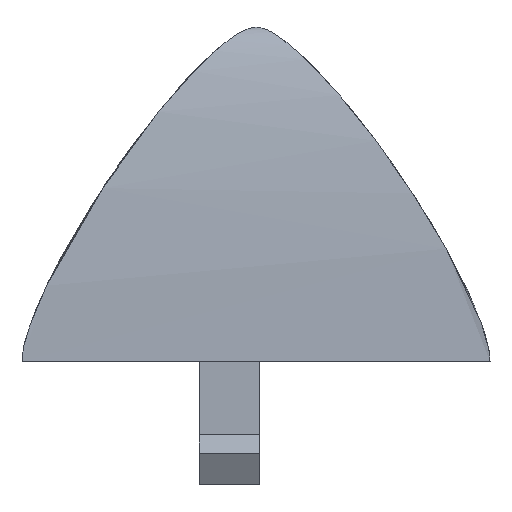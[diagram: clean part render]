
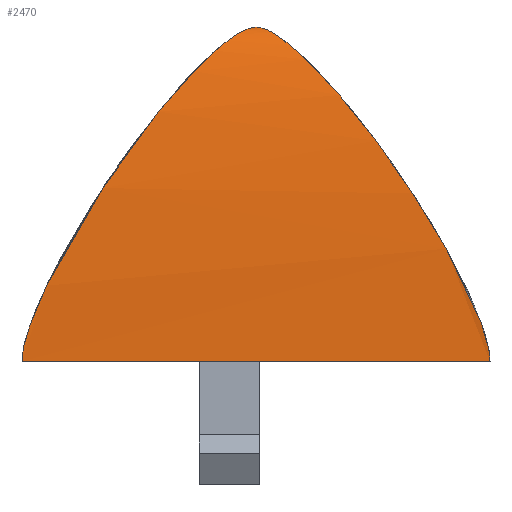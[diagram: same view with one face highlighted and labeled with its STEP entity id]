
A CAD part, front view. The second image highlights one B-rep face of the part: STEP entity #2470.
In plain terms, the highlighted face is a extrusion surface.
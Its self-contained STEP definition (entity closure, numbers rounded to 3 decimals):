
#190=CARTESIAN_POINT('',(-11.,0.,
10.));
#200=VERTEX_POINT('',#190);
#230=CARTESIAN_POINT('',(-11.,0.,10.)
);
#240=CARTESIAN_POINT('',(-11.393,0.411,10.));
#250=CARTESIAN_POINT('',(-11.778,1.123,9.518));
#260=CARTESIAN_POINT('',(-12.123,2.057,8.581));
#270=CARTESIAN_POINT('',(-12.496,3.422,6.926));
#280=CARTESIAN_POINT('',(-12.744,4.746,4.948));
#290=CARTESIAN_POINT('',(-12.8,5.08,4.421));
#300=CARTESIAN_POINT('',(-12.893,5.723,3.345));
#310=CARTESIAN_POINT('',(-12.952,6.274,2.272));
#320=CARTESIAN_POINT('',(-12.973,6.517,1.749));
#330=CARTESIAN_POINT('',(-12.992,6.799,1.042));
#340=CARTESIAN_POINT('',(-12.998,6.951,0.45));
#350=CARTESIAN_POINT('',(-13.,6.983,0.281));
#360=CARTESIAN_POINT('',(-13.,7.,0.131));
#370=CARTESIAN_POINT('',(-13.,7.,0.))
;
#380=B_SPLINE_CURVE_WITH_KNOTS('',5,(#230,#240,#250,#260,#270,#280,#290,
#300,#310,#320,#330,#340,#350,#360,#370),.UNSPECIFIED.,.F.,.F.,(6,3,3,3,
6),(0.,13.543,18.217,22.89,24.932),
.UNSPECIFIED.);
#390=CARTESIAN_POINT('',(-13.,7.,0.));
#400=VERTEX_POINT('',#390);
#410=EDGE_CURVE('',#200,#400,#380,.T.);
#1180=CARTESIAN_POINT('',(-13.,0.,
0.));
#1190=DIRECTION('',(0.,1.,0.));
#1200=VECTOR('',#1190,1.);
#1210=LINE('',#1180,#1200);
#1220=CARTESIAN_POINT('',(-13.,-7.,
0.));
#1230=VERTEX_POINT('',#1220);
#1240=EDGE_CURVE('',#1230,#400,#1210,.T.);
#1510=CARTESIAN_POINT('',(-13.,-6.5,
-0.05));
#1520=CARTESIAN_POINT('',(-13.,-6.5,
-0.038));
#1530=CARTESIAN_POINT('',(-13.,-6.5,
-0.025));
#1540=CARTESIAN_POINT('',(-13.,-6.5,
-0.013));
#1550=CARTESIAN_POINT('',(-13.,-6.5,3.536)
);
#1560=CARTESIAN_POINT('',(-12.646,-6.5,
8.232));
#1570=CARTESIAN_POINT('',(-11.707,-6.5,
10.));
#1580=CARTESIAN_POINT('',(-10.995,-6.5,
10.));
#1590=CARTESIAN_POINT('',(-10.99,-6.5,
10.));
#1600=CARTESIAN_POINT('',(-10.985,-6.5,
10.));
#1610=CARTESIAN_POINT('',(-10.979,-6.5,
9.999));
#1620=(BOUNDED_CURVE() B_SPLINE_CURVE(4,(#1510,#1520,#1530,#1540,#1550,
#1560,#1570,#1580,#1590,#1600,#1610),.UNSPECIFIED.,.F.,.F.) 
B_SPLINE_CURVE_WITH_KNOTS((5,3,3,5),(1.565,1.571,
3.142,3.153),.UNSPECIFIED.) CURVE() 
GEOMETRIC_REPRESENTATION_ITEM() RATIONAL_B_SPLINE_CURVE((
1.,1.,1.,1.,1.,
0.943,1.,1.,1.,1.,
1.)) REPRESENTATION_ITEM(''));
#1630=DIRECTION('',(0.,1.,0.));
#1640=VECTOR('',#1630,1.);
#1650=SURFACE_OF_LINEAR_EXTRUSION('',#1620,#1640);
#1660=CARTESIAN_POINT('',(10.5,-6.475,
-0.672));
#1670=CARTESIAN_POINT('',(10.5,-7.218,
-0.17));
#1680=CARTESIAN_POINT('',(10.5,-7.09,
1.081));
#1690=CARTESIAN_POINT('',(10.5,-5.627,
3.642));
#1700=CARTESIAN_POINT('',(10.5,-3.144,
7.31));
#1710=CARTESIAN_POINT('',(10.5,-1.31,
9.62));
#1720=CARTESIAN_POINT('',(10.5,-0.196,
10.203));
#1730=CARTESIAN_POINT('',(10.5,0.546,
9.7));
#1740=CARTESIAN_POINT('',(10.5,0.419,
8.45));
#1750=CARTESIAN_POINT('',(10.5,-1.045,
5.888));
#1760=CARTESIAN_POINT('',(10.5,-3.527,
2.221));
#1770=CARTESIAN_POINT('',(10.5,-5.362,
-0.089));
#1780=CARTESIAN_POINT('',(10.5,-6.475,
-0.672));
#1790=CARTESIAN_POINT('',(10.5,-7.218,
-0.17));
#1800=(BOUNDED_CURVE() B_SPLINE_CURVE(4,(#1660,#1670,#1680,#1690,#1700,
#1710,#1720,#1730,#1740,#1750,#1760,#1770,#1780,#1790),.UNSPECIFIED.,.T.
,.F.) B_SPLINE_CURVE_WITH_KNOTS((2,3,3,3,3,3,2),(-1.571,0.,
1.571,3.142,4.712,6.283,
7.854),.UNSPECIFIED.) CURVE() GEOMETRIC_REPRESENTATION_ITEM()
 RATIONAL_B_SPLINE_CURVE((1.,1.,0.943,1.,1.,
0.943,1.,1.,0.943,1.,1.,0.943,1.,1.)
) REPRESENTATION_ITEM(''));
#1810=DIRECTION('',(-1.,0.,0.));
#1820=VECTOR('',#1810,1.);
#1830=SURFACE_OF_LINEAR_EXTRUSION('',#1800,#1820);
#1840=CARTESIAN_POINT('',(-10.293,-6.5,
-10.));
#1850=CARTESIAN_POINT('',(-11.707,-6.5,
-10.));
#1860=CARTESIAN_POINT('',(-12.646,-6.5,
-8.232));
#1870=CARTESIAN_POINT('',(-13.,-6.5,
-3.536));
#1880=CARTESIAN_POINT('',(-13.,-6.5,3.536)
);
#1890=CARTESIAN_POINT('',(-12.646,-6.5,
8.232));
#1900=CARTESIAN_POINT('',(-11.707,-6.5,
10.));
#1910=CARTESIAN_POINT('',(-10.293,-6.5,
10.));
#1920=CARTESIAN_POINT('',(-9.353,-6.5,
8.232));
#1930=CARTESIAN_POINT('',(-9.,-6.5,3.536))
;
#1940=CARTESIAN_POINT('',(-9.,-6.5,-3.536
));
#1950=CARTESIAN_POINT('',(-9.353,-6.5,
-8.232));
#1960=CARTESIAN_POINT('',(-10.293,-6.5,
-10.));
#1970=CARTESIAN_POINT('',(-11.707,-6.5,
-10.));
#1980=(BOUNDED_CURVE() B_SPLINE_CURVE(4,(#1840,#1850,#1860,#1870,#1880,
#1890,#1900,#1910,#1920,#1930,#1940,#1950,#1960,#1970),.UNSPECIFIED.,.T.
,.F.) B_SPLINE_CURVE_WITH_KNOTS((2,3,3,3,3,3,2),(-1.571,0.,
1.571,3.142,4.712,6.283,
7.854),.UNSPECIFIED.) CURVE() GEOMETRIC_REPRESENTATION_ITEM()
 RATIONAL_B_SPLINE_CURVE((1.,1.,0.943,1.,1.,
0.943,1.,1.,0.943,1.,1.,0.943,1.,1.)
) REPRESENTATION_ITEM(''));
#1990=DIRECTION('',(0.,1.,0.));
#2000=VECTOR('',#1990,1.);
#2010=SURFACE_OF_LINEAR_EXTRUSION('',#1980,#2000);
#2020=CARTESIAN_POINT('',(-11.,0.,
10.));
#2030=CARTESIAN_POINT('',(-11.14,-0.147,
10.));
#2040=CARTESIAN_POINT('',(-11.258,-0.316,
9.928));
#2050=CARTESIAN_POINT('',(-11.354,-0.47,
9.842));
#2060=CARTESIAN_POINT('',(-11.451,-0.627,
9.755));
#2070=CARTESIAN_POINT('',(-11.534,-0.781,
9.645));
#2080=CARTESIAN_POINT('',(-11.607,-0.931,
9.528));
#2090=CARTESIAN_POINT('',(-11.727,-1.172,
9.338));
#2100=CARTESIAN_POINT('',(-11.825,-1.406,
9.123));
#2110=CARTESIAN_POINT('',(-11.912,-1.631,
8.9));
#2120=CARTESIAN_POINT('',(-11.999,-1.857,
8.677));
#2130=CARTESIAN_POINT('',(-12.075,-2.077,
8.442));
#2140=CARTESIAN_POINT('',(-12.144,-2.291,
8.201));
#2150=CARTESIAN_POINT('',(-12.256,-2.637,
7.811));
#2160=CARTESIAN_POINT('',(-12.349,-2.971,
7.404));
#2170=CARTESIAN_POINT('',(-12.431,-3.294,
6.986));
#2180=CARTESIAN_POINT('',(-12.512,-3.616,
6.569));
#2190=CARTESIAN_POINT('',(-12.582,-3.928,
6.141));
#2200=CARTESIAN_POINT('',(-12.643,-4.23,
5.704));
#2210=CARTESIAN_POINT('',(-12.703,-4.531,
5.268));
#2220=CARTESIAN_POINT('',(-12.755,-4.822,
4.822));
#2230=CARTESIAN_POINT('',(-12.799,-5.101,
4.369));
#2240=CARTESIAN_POINT('',(-12.843,-5.38,
3.915));
#2250=CARTESIAN_POINT('',(-12.879,-5.647,
3.454));
#2260=CARTESIAN_POINT('',(-12.909,-5.898,
2.983));
#2270=CARTESIAN_POINT('',(-12.938,-6.148,
2.513));
#2280=CARTESIAN_POINT('',(-12.961,-6.384,
2.032));
#2290=CARTESIAN_POINT('',(-12.976,-6.586,
1.539));
#2300=CARTESIAN_POINT('',(-12.984,-6.687,
1.292));
#2310=CARTESIAN_POINT('',(-12.99,-6.781,
1.041));
#2320=CARTESIAN_POINT('',(-12.994,-6.857,
0.785));
#2330=CARTESIAN_POINT('',(-12.996,-6.895,
0.658));
#2340=CARTESIAN_POINT('',(-12.997,-6.929,
0.528));
#2350=CARTESIAN_POINT('',(-12.998,-6.955,
0.397));
#2360=CARTESIAN_POINT('',(-12.999,-6.981,
0.267));
#2370=CARTESIAN_POINT('',(-13.,-7.,
0.133));
#2380=CARTESIAN_POINT('',(-13.,-7.,
0.));
#2390=B_SPLINE_CURVE_WITH_KNOTS('',3,(#2020,#2030,#2040,#2050,#2060,
#2070,#2080,#2090,#2100,#2110,#2120,#2130,#2140,#2150,#2160,#2170,#2180,
#2190,#2200,#2210,#2220,#2230,#2240,#2250,#2260,#2270,#2280,#2290,#2300,
#2310,#2320,#2330,#2340,#2350,#2360,#2370,#2380),.UNSPECIFIED.,.F.,.F.,(
4,3,3,3,3,3,3,3,3,3,3,3,4),(0.,0.615,1.229,
2.218,3.207,4.809,6.411,
8.013,9.616,11.218,12.019,
12.419,12.82),.UNSPECIFIED.);
#2400=SURFACE_CURVE('',#2390,(#1830,#2010),.CURVE_3D.);
#2410=EDGE_CURVE('',#200,#1230,#2400,.T.);
#2420=ORIENTED_EDGE('',*,*,#2410,.F.);
#2430=ORIENTED_EDGE('',*,*,#1240,.F.);
#2440=ORIENTED_EDGE('',*,*,#410,.T.);
#2450=EDGE_LOOP('',(#2440,#2430,#2420));
#2460=FACE_OUTER_BOUND('',#2450,.T.);
#2470=ADVANCED_FACE('',(#2460),#1650,.T.);
